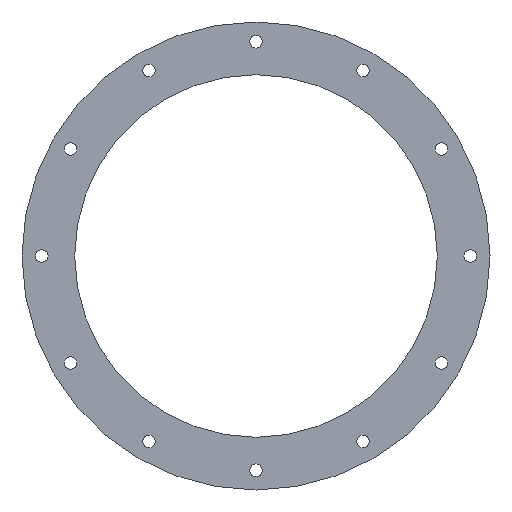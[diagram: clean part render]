
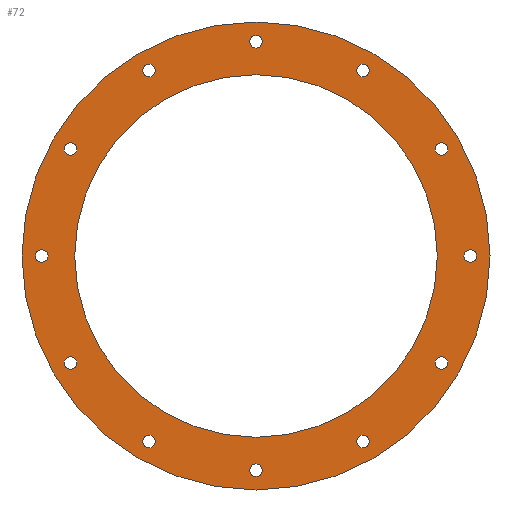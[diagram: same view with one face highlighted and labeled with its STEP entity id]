
A CAD part, left-side view. The second image highlights one B-rep face of the part: STEP entity #72.
In plain terms, the highlighted planar face has unit normal (-1, 0, 0).
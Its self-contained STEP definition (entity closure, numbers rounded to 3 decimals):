
#72 = ADVANCED_FACE( '', ( #169, #170, #171, #172, #173, #174, #175, #176, #177, #178, #179, #180, #181, #182 ), #183, .T. );
#169 = FACE_BOUND( '', #280, .T. );
#170 = FACE_BOUND( '', #281, .T. );
#171 = FACE_BOUND( '', #282, .T. );
#172 = FACE_BOUND( '', #283, .T. );
#173 = FACE_BOUND( '', #284, .T. );
#174 = FACE_BOUND( '', #285, .T. );
#175 = FACE_BOUND( '', #286, .T. );
#176 = FACE_BOUND( '', #287, .T. );
#177 = FACE_BOUND( '', #288, .T. );
#178 = FACE_BOUND( '', #289, .T. );
#179 = FACE_BOUND( '', #290, .T. );
#180 = FACE_BOUND( '', #291, .T. );
#181 = FACE_BOUND( '', #292, .T. );
#182 = FACE_OUTER_BOUND( '', #293, .T. );
#183 = PLANE( '', #294 );
#280 = EDGE_LOOP( '', ( #413 ) );
#281 = EDGE_LOOP( '', ( #414 ) );
#282 = EDGE_LOOP( '', ( #415 ) );
#283 = EDGE_LOOP( '', ( #416 ) );
#284 = EDGE_LOOP( '', ( #417 ) );
#285 = EDGE_LOOP( '', ( #418 ) );
#286 = EDGE_LOOP( '', ( #419 ) );
#287 = EDGE_LOOP( '', ( #420 ) );
#288 = EDGE_LOOP( '', ( #421 ) );
#289 = EDGE_LOOP( '', ( #422 ) );
#290 = EDGE_LOOP( '', ( #423 ) );
#291 = EDGE_LOOP( '', ( #424 ) );
#292 = EDGE_LOOP( '', ( #425 ) );
#293 = EDGE_LOOP( '', ( #426 ) );
#294 = AXIS2_PLACEMENT_3D( '', #427, #428, #429 );
#413 = ORIENTED_EDGE( '', *, *, #482, .T. );
#414 = ORIENTED_EDGE( '', *, *, #493, .T. );
#415 = ORIENTED_EDGE( '', *, *, #503, .T. );
#416 = ORIENTED_EDGE( '', *, *, #499, .T. );
#417 = ORIENTED_EDGE( '', *, *, #497, .T. );
#418 = ORIENTED_EDGE( '', *, *, #489, .T. );
#419 = ORIENTED_EDGE( '', *, *, #495, .T. );
#420 = ORIENTED_EDGE( '', *, *, #504, .T. );
#421 = ORIENTED_EDGE( '', *, *, #505, .T. );
#422 = ORIENTED_EDGE( '', *, *, #484, .T. );
#423 = ORIENTED_EDGE( '', *, *, #462, .T. );
#424 = ORIENTED_EDGE( '', *, *, #501, .T. );
#425 = ORIENTED_EDGE( '', *, *, #506, .T. );
#426 = ORIENTED_EDGE( '', *, *, #487, .F. );
#427 = CARTESIAN_POINT( '', ( 0., 177.5, 0. ) );
#428 = DIRECTION( '', ( -1., 0., 0. ) );
#429 = DIRECTION( '', ( 0., 0., 1. ) );
#462 = EDGE_CURVE( '', #515, #515, #516, .T. );
#482 = EDGE_CURVE( '', #552, #552, #553, .T. );
#484 = EDGE_CURVE( '', #555, #555, #556, .T. );
#487 = EDGE_CURVE( '', #559, #559, #560, .T. );
#489 = EDGE_CURVE( '', #562, #562, #563, .T. );
#493 = EDGE_CURVE( '', #568, #568, #569, .T. );
#495 = EDGE_CURVE( '', #571, #571, #572, .T. );
#497 = EDGE_CURVE( '', #574, #574, #575, .T. );
#499 = EDGE_CURVE( '', #577, #577, #578, .T. );
#501 = EDGE_CURVE( '', #580, #580, #581, .T. );
#503 = EDGE_CURVE( '', #583, #583, #584, .T. );
#504 = EDGE_CURVE( '', #585, #585, #586, .T. );
#505 = EDGE_CURVE( '', #587, #587, #588, .T. );
#506 = EDGE_CURVE( '', #589, #589, #590, .T. );
#515 = VERTEX_POINT( '', #599 );
#516 = CIRCLE( '', #600, 4.75 );
#552 = VERTEX_POINT( '', #636 );
#553 = CIRCLE( '', #637, 137.5 );
#555 = VERTEX_POINT( '', #639 );
#556 = CIRCLE( '', #640, 4.75 );
#559 = VERTEX_POINT( '', #643 );
#560 = CIRCLE( '', #644, 177.5 );
#562 = VERTEX_POINT( '', #646 );
#563 = CIRCLE( '', #647, 4.75 );
#568 = VERTEX_POINT( '', #652 );
#569 = CIRCLE( '', #653, 4.75 );
#571 = VERTEX_POINT( '', #655 );
#572 = CIRCLE( '', #656, 4.75 );
#574 = VERTEX_POINT( '', #658 );
#575 = CIRCLE( '', #659, 4.75 );
#577 = VERTEX_POINT( '', #661 );
#578 = CIRCLE( '', #662, 4.75 );
#580 = VERTEX_POINT( '', #664 );
#581 = CIRCLE( '', #665, 4.75 );
#583 = VERTEX_POINT( '', #667 );
#584 = CIRCLE( '', #668, 4.75 );
#585 = VERTEX_POINT( '', #669 );
#586 = CIRCLE( '', #670, 4.75 );
#587 = VERTEX_POINT( '', #671 );
#588 = CIRCLE( '', #672, 4.75 );
#589 = VERTEX_POINT( '', #673 );
#590 = CIRCLE( '', #674, 4.75 );
#599 = CARTESIAN_POINT( '', ( 0., 81.25, 135.979 ) );
#600 = AXIS2_PLACEMENT_3D( '', #683, #684, #685 );
#636 = CARTESIAN_POINT( '', ( 0., 0., -137.5 ) );
#637 = AXIS2_PLACEMENT_3D( '', #734, #735, #736 );
#639 = CARTESIAN_POINT( '', ( 0., 0., 157.75 ) );
#640 = AXIS2_PLACEMENT_3D( '', #737, #738, #739 );
#643 = CARTESIAN_POINT( '', ( 0., 0., -177.5 ) );
#644 = AXIS2_PLACEMENT_3D( '', #740, #741, #742 );
#646 = CARTESIAN_POINT( '', ( 0., -140.729, -86. ) );
#647 = AXIS2_PLACEMENT_3D( '', #743, #744, #745 );
#652 = CARTESIAN_POINT( '', ( 0., 162.5, -4.75 ) );
#653 = AXIS2_PLACEMENT_3D( '', #749, #750, #751 );
#655 = CARTESIAN_POINT( '', ( 0., -162.5, -4.75 ) );
#656 = AXIS2_PLACEMENT_3D( '', #752, #753, #754 );
#658 = CARTESIAN_POINT( '', ( 0., -81.25, -145.479 ) );
#659 = AXIS2_PLACEMENT_3D( '', #755, #756, #757 );
#661 = CARTESIAN_POINT( '', ( 0., 0., -167.25 ) );
#662 = AXIS2_PLACEMENT_3D( '', #758, #759, #760 );
#664 = CARTESIAN_POINT( '', ( 0., 140.729, 76.5 ) );
#665 = AXIS2_PLACEMENT_3D( '', #761, #762, #763 );
#667 = CARTESIAN_POINT( '', ( 0., 81.25, -145.479 ) );
#668 = AXIS2_PLACEMENT_3D( '', #764, #765, #766 );
#669 = CARTESIAN_POINT( '', ( 0., -140.729, 76.5 ) );
#670 = AXIS2_PLACEMENT_3D( '', #767, #768, #769 );
#671 = CARTESIAN_POINT( '', ( 0., -81.25, 135.979 ) );
#672 = AXIS2_PLACEMENT_3D( '', #770, #771, #772 );
#673 = CARTESIAN_POINT( '', ( 0., 140.729, -86. ) );
#674 = AXIS2_PLACEMENT_3D( '', #773, #774, #775 );
#683 = CARTESIAN_POINT( '', ( 0., 81.25, 140.729 ) );
#684 = DIRECTION( '', ( 1., 0., 0. ) );
#685 = DIRECTION( '', ( 0., 0., -1. ) );
#734 = CARTESIAN_POINT( '', ( 0., 0., 0. ) );
#735 = DIRECTION( '', ( 1., 0., 0. ) );
#736 = DIRECTION( '', ( 0., 0., -1. ) );
#737 = CARTESIAN_POINT( '', ( 0., 0., 162.5 ) );
#738 = DIRECTION( '', ( 1., 0., 0. ) );
#739 = DIRECTION( '', ( 0., 0., -1. ) );
#740 = CARTESIAN_POINT( '', ( 0., 0., 0. ) );
#741 = DIRECTION( '', ( 1., 0., 0. ) );
#742 = DIRECTION( '', ( 0., 0., -1. ) );
#743 = CARTESIAN_POINT( '', ( 0., -140.729, -81.25 ) );
#744 = DIRECTION( '', ( 1., 0., 0. ) );
#745 = DIRECTION( '', ( 0., 0., -1. ) );
#749 = CARTESIAN_POINT( '', ( 0., 162.5, 0. ) );
#750 = DIRECTION( '', ( 1., 0., 0. ) );
#751 = DIRECTION( '', ( 0., 0., -1. ) );
#752 = CARTESIAN_POINT( '', ( 0., -162.5, 0. ) );
#753 = DIRECTION( '', ( 1., 0., 0. ) );
#754 = DIRECTION( '', ( 0., 0., -1. ) );
#755 = CARTESIAN_POINT( '', ( 0., -81.25, -140.729 ) );
#756 = DIRECTION( '', ( 1., 0., 0. ) );
#757 = DIRECTION( '', ( 0., 0., -1. ) );
#758 = CARTESIAN_POINT( '', ( 0., 0., -162.5 ) );
#759 = DIRECTION( '', ( 1., 0., 0. ) );
#760 = DIRECTION( '', ( 0., 0., -1. ) );
#761 = CARTESIAN_POINT( '', ( 0., 140.729, 81.25 ) );
#762 = DIRECTION( '', ( 1., 0., 0. ) );
#763 = DIRECTION( '', ( 0., 0., -1. ) );
#764 = CARTESIAN_POINT( '', ( 0., 81.25, -140.729 ) );
#765 = DIRECTION( '', ( 1., 0., 0. ) );
#766 = DIRECTION( '', ( 0., 0., -1. ) );
#767 = CARTESIAN_POINT( '', ( 0., -140.729, 81.25 ) );
#768 = DIRECTION( '', ( 1., 0., 0. ) );
#769 = DIRECTION( '', ( 0., 0., -1. ) );
#770 = CARTESIAN_POINT( '', ( 0., -81.25, 140.729 ) );
#771 = DIRECTION( '', ( 1., 0., 0. ) );
#772 = DIRECTION( '', ( 0., 0., -1. ) );
#773 = CARTESIAN_POINT( '', ( 0., 140.729, -81.25 ) );
#774 = DIRECTION( '', ( 1., 0., 0. ) );
#775 = DIRECTION( '', ( 0., 0., -1. ) );
